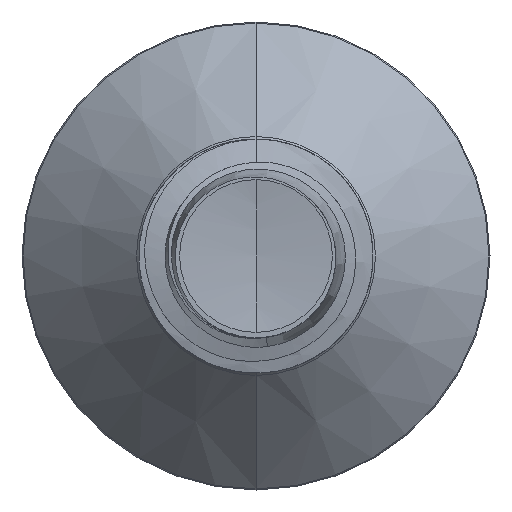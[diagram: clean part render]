
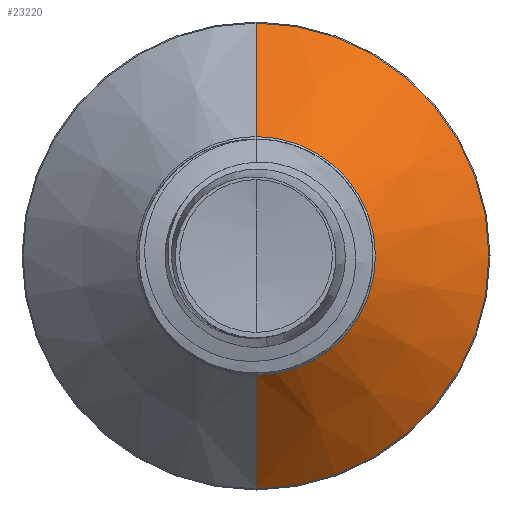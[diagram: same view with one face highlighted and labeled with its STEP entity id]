
A CAD part, front view. The second image highlights one B-rep face of the part: STEP entity #23220.
In plain terms, the highlighted conical face has half-angle 45 degrees and reference radius 2.042 mm.
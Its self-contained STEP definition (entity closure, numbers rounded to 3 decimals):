
#50 = DIRECTION ( 'NONE',  ( 0., 0., 1. ) ) ;
#99 = CARTESIAN_POINT ( 'NONE',  ( 0., 13.282, 3.982 ) ) ;
#703 = CARTESIAN_POINT ( 'NONE',  ( 0., 13.282, -3.982 ) ) ;
#1719 = EDGE_CURVE ( 'NONE', #11269, #4543, #9922, .T. ) ;
#1828 = AXIS2_PLACEMENT_3D ( 'NONE', #3170, #23338, #5415 ) ;
#2359 = LINE ( 'NONE', #17543, #17653 ) ;
#3170 = CARTESIAN_POINT ( 'NONE',  ( 0., 11.342, 0. ) ) ;
#3281 = CARTESIAN_POINT ( 'NONE',  ( 0., 11.342, -2.042 ) ) ;
#3583 = CIRCLE ( 'NONE', #18114, 2.042 ) ;
#4543 = VERTEX_POINT ( 'NONE', #703 ) ;
#4685 = FACE_OUTER_BOUND ( 'NONE', #13401, .T. ) ;
#5415 = DIRECTION ( 'NONE',  ( 0., 0., 1. ) ) ;
#5761 = EDGE_CURVE ( 'NONE', #11147, #11269, #3583, .T. ) ;
#5834 = ORIENTED_EDGE ( 'NONE', *, *, #9015, .F. ) ;
#6103 = DIRECTION ( 'NONE',  ( 0., 0., 1. ) ) ;
#6141 = DIRECTION ( 'NONE',  ( 0., 1., 0. ) ) ;
#6176 = CARTESIAN_POINT ( 'NONE',  ( 0., 11.342, 0. ) ) ;
#7367 = DIRECTION ( 'NONE',  ( 0., 0.707, -0.707 ) ) ;
#7838 = CARTESIAN_POINT ( 'NONE',  ( 0., 11.342, -2.042 ) ) ;
#9015 = EDGE_CURVE ( 'NONE', #11147, #21383, #2359, .T. ) ;
#9922 = LINE ( 'NONE', #3281, #15236 ) ;
#11147 = VERTEX_POINT ( 'NONE', #14952 ) ;
#11269 = VERTEX_POINT ( 'NONE', #7838 ) ;
#12017 = DIRECTION ( 'NONE',  ( 0., 1., 0. ) ) ;
#13401 = EDGE_LOOP ( 'NONE', ( #17349, #24879, #19613, #5834 ) ) ;
#14175 = CONICAL_SURFACE ( 'NONE', #1828, 2.042, 0.785 ) ;
#14952 = CARTESIAN_POINT ( 'NONE',  ( 0., 11.342, 2.042 ) ) ;
#15236 = VECTOR ( 'NONE', #7367, 1000. ) ;
#16911 = CIRCLE ( 'NONE', #17164, 3.982 ) ;
#17164 = AXIS2_PLACEMENT_3D ( 'NONE', #23790, #12017, #50 ) ;
#17349 = ORIENTED_EDGE ( 'NONE', *, *, #5761, .T. ) ;
#17510 = DIRECTION ( 'NONE',  ( 0., 0.707, 0.707 ) ) ;
#17543 = CARTESIAN_POINT ( 'NONE',  ( 0., 11.342, 2.042 ) ) ;
#17653 = VECTOR ( 'NONE', #17510, 1000. ) ;
#18114 = AXIS2_PLACEMENT_3D ( 'NONE', #6176, #6141, #6103 ) ;
#19613 = ORIENTED_EDGE ( 'NONE', *, *, #19833, .F. ) ;
#19833 = EDGE_CURVE ( 'NONE', #21383, #4543, #16911, .T. ) ;
#21383 = VERTEX_POINT ( 'NONE', #99 ) ;
#23220 = ADVANCED_FACE ( 'NONE', ( #4685 ), #14175, .T. ) ;
#23338 = DIRECTION ( 'NONE',  ( 0., 1., 0. ) ) ;
#23790 = CARTESIAN_POINT ( 'NONE',  ( 0., 13.282, 0. ) ) ;
#24879 = ORIENTED_EDGE ( 'NONE', *, *, #1719, .T. ) ;
